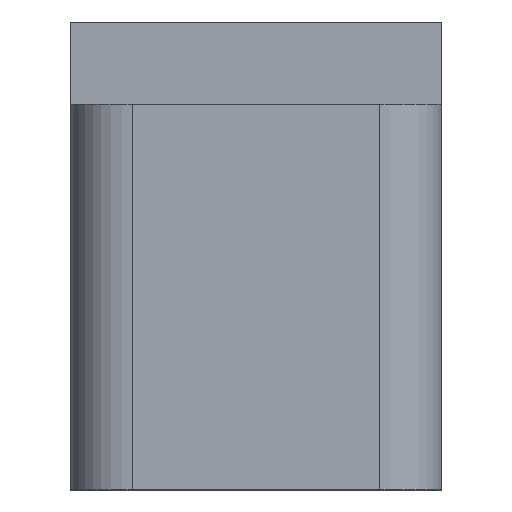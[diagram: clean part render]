
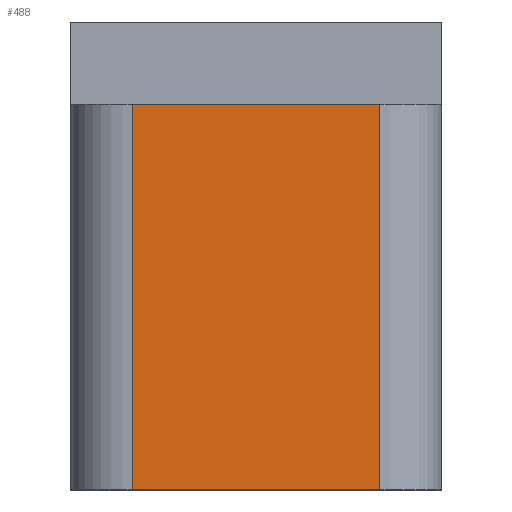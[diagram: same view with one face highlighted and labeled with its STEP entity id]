
A CAD part, top view. The second image highlights one B-rep face of the part: STEP entity #488.
In plain terms, the highlighted planar face has unit normal (0, 0, 1).
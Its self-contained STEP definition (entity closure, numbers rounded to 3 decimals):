
#400=PLANE('',#2311);
#488=ADVANCED_FACE('',(#617),#400,.F.);
#617=FACE_OUTER_BOUND('',#751,.T.);
#751=EDGE_LOOP('',(#1021,#1022,#1023,#1024));
#1021=ORIENTED_EDGE('',*,*,#1796,.F.);
#1022=ORIENTED_EDGE('',*,*,#1806,.T.);
#1023=ORIENTED_EDGE('',*,*,#1803,.T.);
#1024=ORIENTED_EDGE('',*,*,#1807,.T.);
#1585=VERTEX_POINT('',#3319);
#1586=VERTEX_POINT('',#3321);
#1587=VERTEX_POINT('',#3334);
#1588=VERTEX_POINT('',#3335);
#1796=EDGE_CURVE('',#1585,#1586,#2029,.T.);
#1803=EDGE_CURVE('',#1587,#1588,#2035,.T.);
#1806=EDGE_CURVE('',#1585,#1587,#2036,.T.);
#1807=EDGE_CURVE('',#1588,#1586,#2037,.T.);
#2029=LINE('',#3320,#2155);
#2035=LINE('',#3333,#2161);
#2036=LINE('',#3339,#2162);
#2037=LINE('',#3340,#2163);
#2155=VECTOR('',#2452,1.);
#2161=VECTOR('',#2470,1.);
#2162=VECTOR('',#2477,1.);
#2163=VECTOR('',#2478,1.);
#2311=AXIS2_PLACEMENT_3D('',#3341,#2479,#2480);
#2452=DIRECTION('',(-1.,0.,0.));
#2470=DIRECTION('',(-1.,0.,0.));
#2477=DIRECTION('',(0.,1.,0.));
#2478=DIRECTION('',(0.,-1.,0.));
#2479=DIRECTION('',(0.,0.,-1.));
#2480=DIRECTION('',(0.,1.,0.));
#3319=CARTESIAN_POINT('',(6.,-18.7,0.));
#3320=CARTESIAN_POINT('',(9.,-18.7,0.));
#3321=CARTESIAN_POINT('',(-6.,-18.7,0.));
#3333=CARTESIAN_POINT('',(9.,0.,0.));
#3334=CARTESIAN_POINT('',(6.,0.,0.));
#3335=CARTESIAN_POINT('',(-6.,0.,0.));
#3339=CARTESIAN_POINT('',(6.,0.,0.));
#3340=CARTESIAN_POINT('',(-6.,0.,0.));
#3341=CARTESIAN_POINT('',(9.,0.,0.));
